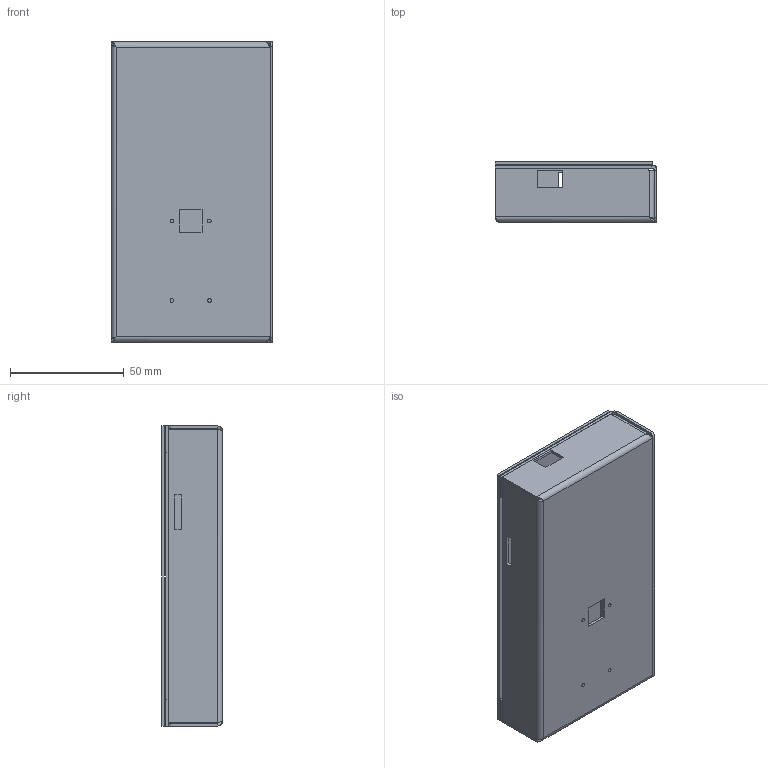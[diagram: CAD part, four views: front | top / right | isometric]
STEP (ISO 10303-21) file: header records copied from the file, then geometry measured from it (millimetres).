
FILE_DESCRIPTION (( 'STEP AP203' ), '1' );
FILE_NAME ('ASSY_WRAITH-001_Z1 Rev(-) (Laser Ablate).step', '2020-12-02T21:21:16', ( '' ), ( '' ), 'SwSTEP 2.0', 'SolidWorks 2021', '' );
FILE_SCHEMA (( 'CONFIG_CONTROL_DESIGN' ));
Length unit declared in the file: inch
Products named in the file (6): base; ASSY_WRAITH-001_Z1 Rev(-) (Laser Ablate); lid; FH-M3-8ZI_FH-M3-8ZI; Cover; FEOX-M3_FEOX-M3
Assembly tree (13 placements, depth 2):
  ASSY_WRAITH-001_Z1 Rev(-) (Laser Ablate)
    base
    lid
    Cover
    FEOX-M3_FEOX-M3  x6
    FH-M3-8ZI_FH-M3-8ZI  x4
Bounding box: 71.24 x 26.66 x 132.04 mm (x, y, z)
Volume: 36403.6 mm3; surface area: 62627.3 mm2
Topology: 13 solids, 13 shells, 858 faces, 2366 edges, 1546 vertices
Faces by surface type: plane 626, cylinder 138, cone 82, bspline 8, torus 4
Full cylindrical faces by diameter (mm): 1.6 x4, 2.5 x6, 3 x20, 3.96 x6, 4.123 x6, 4.175 x4, 4.34 x6, 4.389 x6
Entity records: 10830 total; most frequent: CARTESIAN_POINT 2210, ORIENTED_EDGE 1598, DIRECTION 1558, EDGE_CURVE 799, VECTOR 568, LINE 568, VERTEX_POINT 531, AXIS2_PLACEMENT_3D 495
